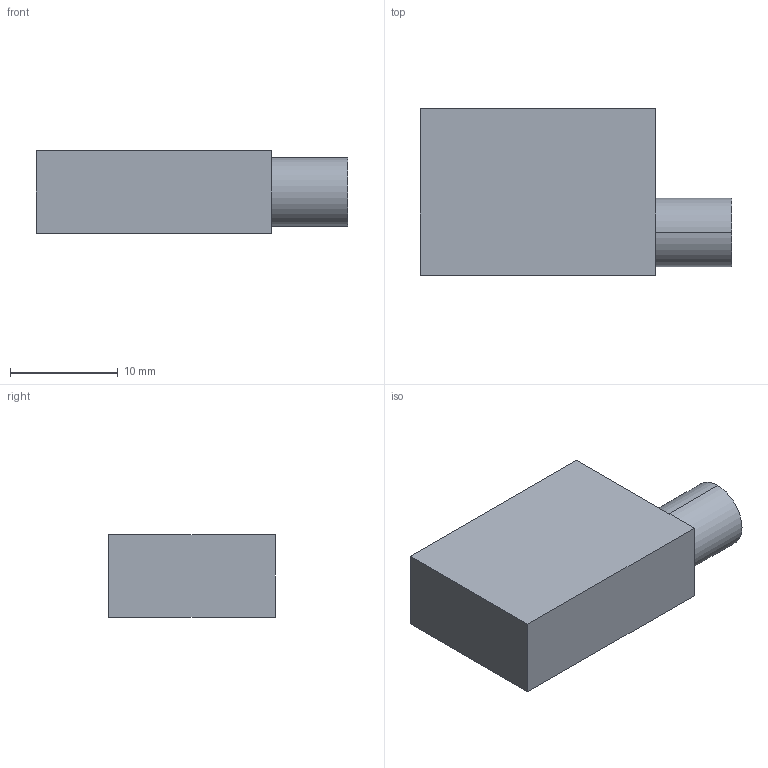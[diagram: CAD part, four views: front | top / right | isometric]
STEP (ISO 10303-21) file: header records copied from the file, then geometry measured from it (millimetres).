
FILE_DESCRIPTION (( 'STEP AP214' ), '1' );
FILE_NAME ('101000092549.STEP', '2025-11-04T07:01:26', ( 'Microsoft' ), ( 'Microsoft' ), 'SwSTEP 2.0', 'SolidWorks 2025', '' );
FILE_SCHEMA (( 'AUTOMOTIVE_DESIGN' ));
Length unit declared in the file: millimetre
Products named in the file (1): 101000092549
Bounding box: 28.88 x 15.44 x 7.67 mm (x, y, z)
Volume: 2156.2 mm3; surface area: 1978.2 mm2
Topology: 1 solids, 1 shells, 70 faces, 184 edges, 116 vertices
Faces by surface type: cylinder 44, plane 12, cone 8, bspline 2, torus 2, sphere 2
Entity records: 3386 total; most frequent: CARTESIAN_POINT 1836, ORIENTED_EDGE 356, DIRECTION 288, EDGE_CURVE 178, VERTEX_POINT 116, AXIS2_PLACEMENT_3D 112, EDGE_LOOP 78, FACE_OUTER_BOUND 70
